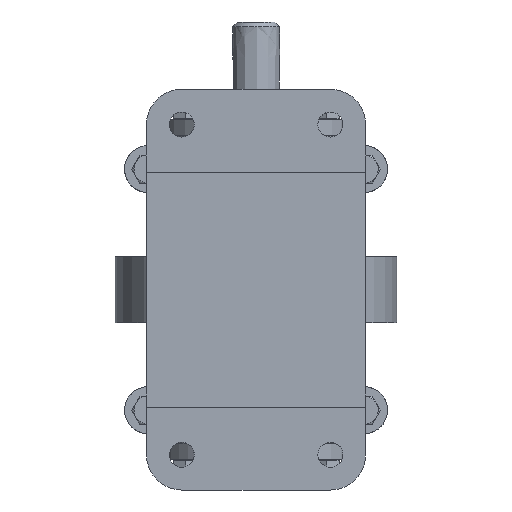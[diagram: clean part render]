
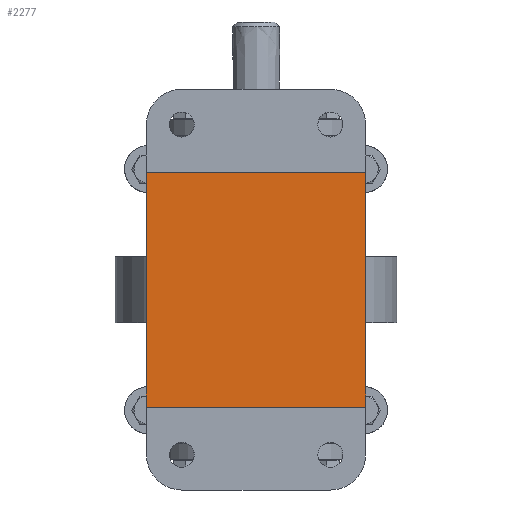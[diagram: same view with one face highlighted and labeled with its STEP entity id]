
A CAD part, left-side view. The second image highlights one B-rep face of the part: STEP entity #2277.
In plain terms, the highlighted free-form (B-spline) face has degree [1, 1] with [2, 2] control points.
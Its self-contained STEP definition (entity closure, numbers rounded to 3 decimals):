
#2173 = EDGE_CURVE('',#2174,#2176,#2178,.T.);
#2174 = VERTEX_POINT('',#2175);
#2175 = CARTESIAN_POINT('',(-144.887,61.561,
    -117.11));
#2176 = VERTEX_POINT('',#2177);
#2177 = CARTESIAN_POINT('',(-144.887,258.623,
    -117.11));
#2178 = B_SPLINE_CURVE_WITH_KNOTS('',1,(#2179,#2180),.UNSPECIFIED.,.F.,
  .F.,(2,2),(-140.,0.),.PIECEWISE_BEZIER_KNOTS.);
#2179 = CARTESIAN_POINT('',(-144.887,61.561,
    -117.11));
#2180 = CARTESIAN_POINT('',(-144.887,258.623,
    -117.11));
#2277 = ADVANCED_FACE('',(#2278),#2300,.F.);
#2278 = FACE_BOUND('',#2279,.T.);
#2279 = EDGE_LOOP('',(#2280,#2289,#2294,#2295));
#2280 = ORIENTED_EDGE('',*,*,#2281,.F.);
#2281 = EDGE_CURVE('',#2282,#2284,#2286,.T.);
#2282 = VERTEX_POINT('',#2283);
#2283 = CARTESIAN_POINT('',(-144.887,258.623,
    94.028));
#2284 = VERTEX_POINT('',#2285);
#2285 = CARTESIAN_POINT('',(-144.887,61.561,
    94.028));
#2286 = B_SPLINE_CURVE_WITH_KNOTS('',1,(#2287,#2288),.UNSPECIFIED.,.F.,
  .F.,(2,2),(-140.,0.),.PIECEWISE_BEZIER_KNOTS.);
#2287 = CARTESIAN_POINT('',(-144.887,258.623,
    94.028));
#2288 = CARTESIAN_POINT('',(-144.887,61.561,
    94.028));
#2289 = ORIENTED_EDGE('',*,*,#2290,.F.);
#2290 = EDGE_CURVE('',#2176,#2282,#2291,.T.);
#2291 = B_SPLINE_CURVE_WITH_KNOTS('',1,(#2292,#2293),.UNSPECIFIED.,.F.,
  .F.,(2,2),(-11.,139.),.PIECEWISE_BEZIER_KNOTS.);
#2292 = CARTESIAN_POINT('',(-144.887,258.623,
    -117.11));
#2293 = CARTESIAN_POINT('',(-144.887,258.623,
    94.028));
#2294 = ORIENTED_EDGE('',*,*,#2173,.F.);
#2295 = ORIENTED_EDGE('',*,*,#2296,.F.);
#2296 = EDGE_CURVE('',#2284,#2174,#2297,.T.);
#2297 = B_SPLINE_CURVE_WITH_KNOTS('',1,(#2298,#2299),.UNSPECIFIED.,.F.,
  .F.,(2,2),(-11.,139.),.PIECEWISE_BEZIER_KNOTS.);
#2298 = CARTESIAN_POINT('',(-144.887,61.561,
    94.028));
#2299 = CARTESIAN_POINT('',(-144.887,61.561,
    -117.11));
#2300 = B_SPLINE_SURFACE_WITH_KNOTS('',1,1,(
    (#2301,#2302)
    ,(#2303,#2304
    )),.UNSPECIFIED.,.F.,.F.,.F.,(2,2),(2,2),(-75.,75.),(-70.,70.),
  .PIECEWISE_BEZIER_KNOTS.);
#2301 = CARTESIAN_POINT('',(-144.887,61.561,
    94.028));
#2302 = CARTESIAN_POINT('',(-144.887,258.623,
    94.028));
#2303 = CARTESIAN_POINT('',(-144.887,61.561,
    -117.11));
#2304 = CARTESIAN_POINT('',(-144.887,258.623,
    -117.11));
